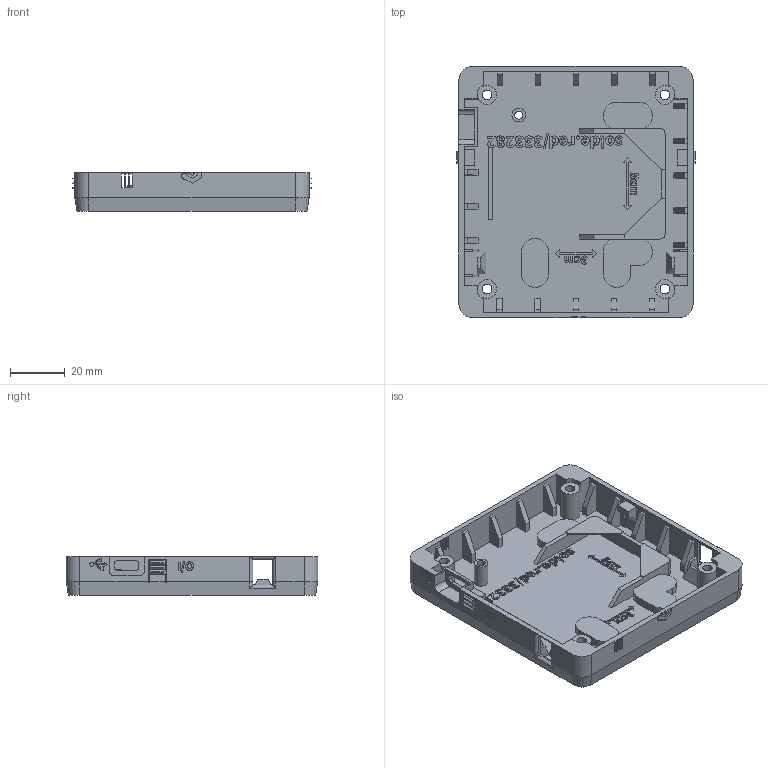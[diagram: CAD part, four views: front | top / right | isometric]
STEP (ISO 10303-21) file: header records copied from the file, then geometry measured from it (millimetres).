
FILE_DESCRIPTION(/* description */ (''),/* implementation_level */ '2;1');
FILE_NAME(/* name */ 'Inkplate 4 TEMPERA BOTTOM v1.0.3_.step',/* time_stamp */ '2023-11-15T12:57:55+01:00',/* author */ (''),/* organization */ (''),/* preprocessor_version */ 'ST-DEVELOPER v20',/* originating_system */ 'Autodesk Translation Framework v12.14.0.127',/* authorisation */ '');
FILE_SCHEMA (('AUTOMOTIVE_DESIGN { 1 0 10303 214 3 1 1 }'));
Length unit declared in the file: millimetre
Products named in the file (1): Inkplate plus2 Bottom chamfer
Bounding box: 87.48 x 92.25 x 14.25 mm (x, y, z)
Volume: 23565.2 mm3; surface area: 31272.3 mm2
Topology: 1 solids, 1 shells, 1113 faces, 3134 edges, 2068 vertices
Faces by surface type: plane 575, bspline 466, cylinder 64, cone 8
Full cylindrical faces by diameter (mm): 3 x1, 3.5 x4, 5 x1, 6.2 x4
Entity records: 39835 total; most frequent: CARTESIAN_POINT 14175, ORIENTED_EDGE 6268, DIRECTION 3624, EDGE_CURVE 3134, LINE 2076, VECTOR 2076, VERTEX_POINT 2068, EDGE_LOOP 1190
